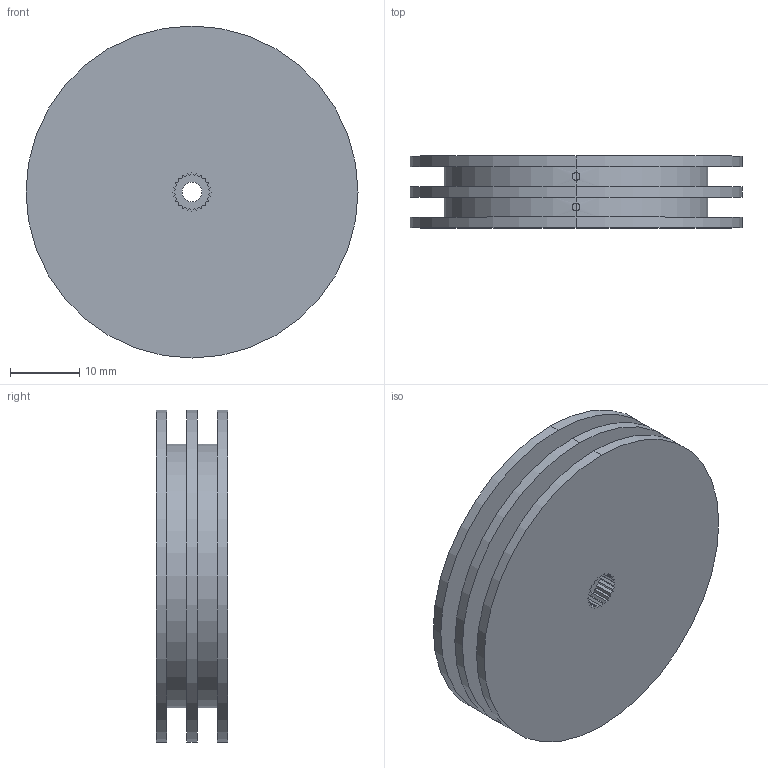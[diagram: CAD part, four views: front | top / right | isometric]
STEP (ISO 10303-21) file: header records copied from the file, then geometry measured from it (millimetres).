
FILE_DESCRIPTION (( 'STEP AP203' ), '1' );
FILE_NAME ('56314.STEP', '2014-12-08T15:56:14', ( 'Kyle' ), ( 'Microsoft' ), 'SwSTEP 2.0', 'SolidWorks 2014', '' );
FILE_SCHEMA (( 'CONFIG_CONTROL_DESIGN' ));
Length unit declared in the file: inch
Products named in the file (1): 56314
Bounding box: 47.85 x 10.35 x 47.85 mm (x, y, z)
Volume: 7147.5 mm3; surface area: 8696.4 mm2
Topology: 1 solids, 1 shells, 84 faces, 234 edges, 156 vertices
Faces by surface type: plane 61, cylinder 23
Entity records: 2897 total; most frequent: CARTESIAN_POINT 635, ORIENTED_EDGE 468, DIRECTION 428, EDGE_CURVE 234, VECTOR 178, LINE 178, VERTEX_POINT 156, AXIS2_PLACEMENT_3D 125
